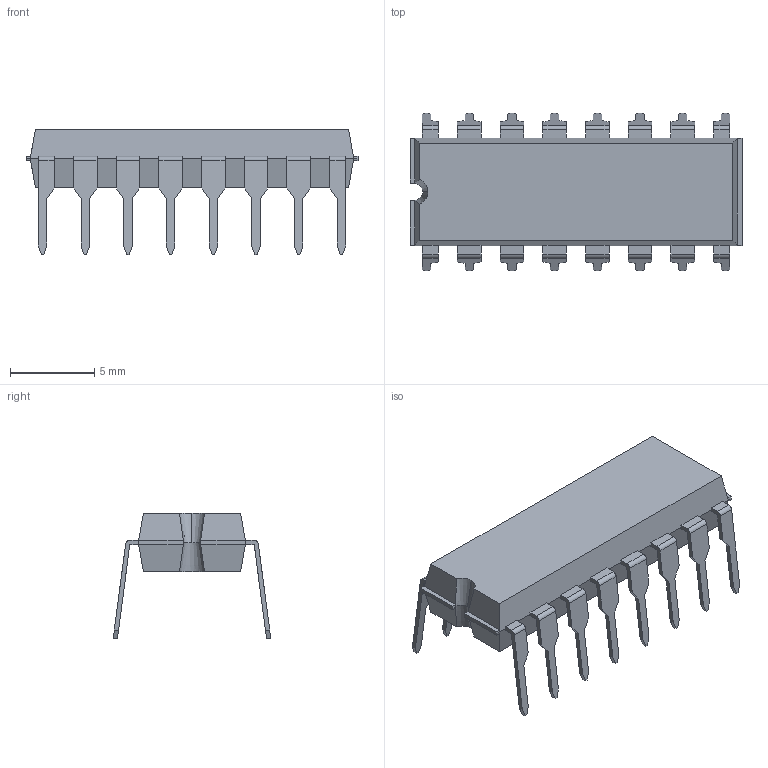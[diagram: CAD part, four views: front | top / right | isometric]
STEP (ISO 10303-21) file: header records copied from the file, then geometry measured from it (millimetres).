
FILE_DESCRIPTION (( 'STEP AP214' ), '1' );
FILE_NAME ('DIP16.STEP', '2018-02-28T08:17:10', ( 'admin' ), ( 'Microsoft' ), 'SwSTEP 2.0', 'SolidWorks 2015', '' );
FILE_SCHEMA (( 'AUTOMOTIVE_DESIGN' ));
Length unit declared in the file: millimetre
Products named in the file (1): DIP16
Bounding box: 19.75 x 9.37 x 7.48 mm (x, y, z)
Volume: 423.8 mm3; surface area: 625.1 mm2
Topology: 17 solids, 17 shells, 288 faces, 742 edges, 488 vertices
Faces by surface type: plane 269, cylinder 16, cone 3
Entity records: 11171 total; most frequent: CARTESIAN_POINT 1555, ORIENTED_EDGE 1484, DIRECTION 1345, EDGE_CURVE 742, LINE 693, VECTOR 693, VERTEX_POINT 488, AXIS2_PLACEMENT_3D 326
